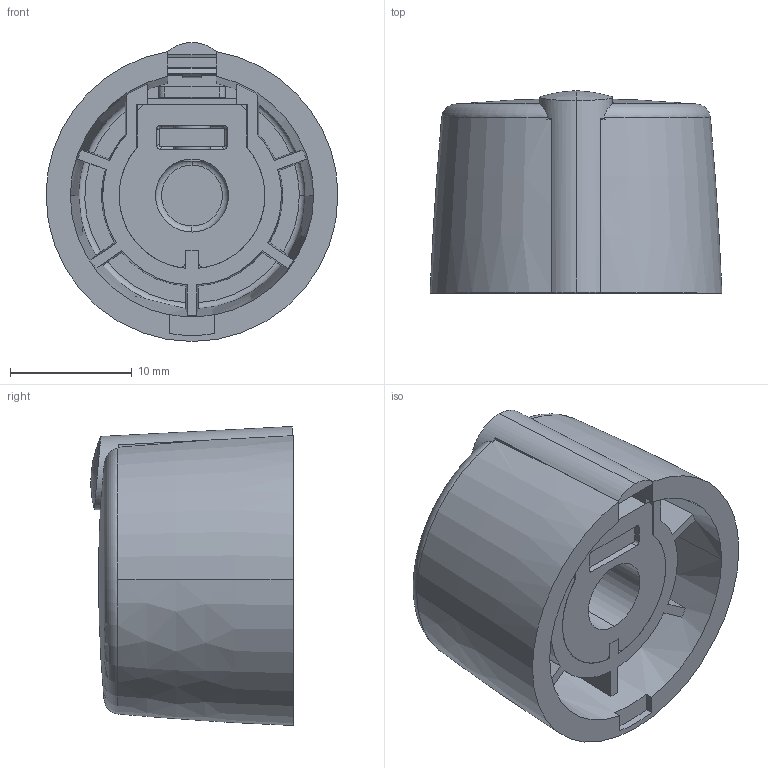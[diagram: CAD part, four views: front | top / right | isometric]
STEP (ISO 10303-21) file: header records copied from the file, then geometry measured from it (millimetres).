
FILE_DESCRIPTION(('OpenCascade Model'),'2;1');
FILE_NAME('Open CASCADE Shape Model','2025-10-02T15:46:23',(''),(''), 'Open CASCADE STEP processor 7.7','Open CASCADE 7.7','Unknown');
FILE_SCHEMA(('AUTOMOTIVE_DESIGN { 1 0 10303 214 1 1 1 1 }'));
Length unit declared in the file: millimetre
Products named in the file (10): NAUO3; 00007427 - Pin_Default; NAUO4; 00010457 - Vierkantmutter M3, DIN 562-04, verzinkt; NAUO6; 00010241 - Gewindestift m Innensechskant M3 x 4mm; NAUO7; 00007417 - Adapter ø6mm_Default; NAUO8; 00007421 - Knopfkörper ø24_Default
Assembly tree (5 placements, depth 2):
  NAUO3
    00007427 - Pin_Default
  NAUO4
    00010457 - Vierkantmutter M3, DIN 562-04, verzinkt
  NAUO6
    00010241 - Gewindestift m Innensechskant M3 x 4mm
  NAUO7
    00007417 - Adapter ø6mm_Default
  NAUO8
    00007421 - Knopfkörper ø24_Default
Bounding box: 24 x 16.64 x 24.58 mm (x, y, z)
Volume: 4364.3 mm3; surface area: 5191.6 mm2
Topology: 5 solids, 5 shells, 197 faces, 529 edges, 342 vertices
Faces by surface type: plane 108, cylinder 39, cone 20, torus 13, bspline 10, sphere 4, revolution 3
Entity records: 17458 total; most frequent: CARTESIAN_POINT 7445, DIRECTION 1691, ORIENTED_EDGE 1050, PCURVE 1050, DEFINITIONAL_REPRESENTATION 1050, LINE 927, VECTOR 927, EDGE_CURVE 525
